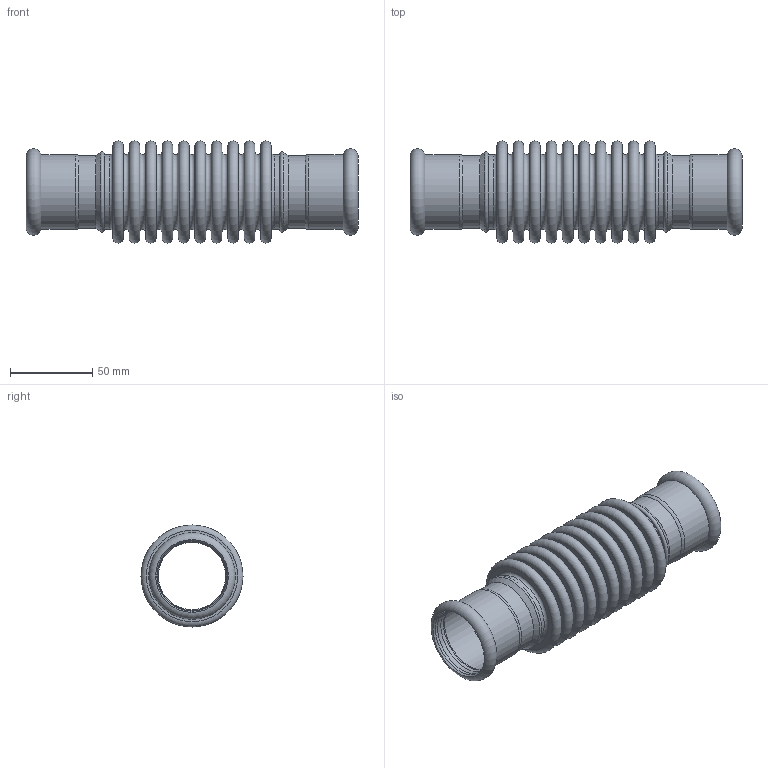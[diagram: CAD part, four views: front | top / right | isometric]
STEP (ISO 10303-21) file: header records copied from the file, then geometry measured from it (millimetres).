
FILE_DESCRIPTION(/* description */ ('Compensatore di Dilatazione DN42'),/* implementation_level */ '2;1');
FILE_NAME(/* name */ '199042000_Inoxpres.stp',/* time_stamp */ '2022-10-13T08:34:14+02:00',/* author */ ('Vault'),/* organization */ ('Raccorderie metalliche s.p.a. '),/* preprocessor_version */ 'ST-DEVELOPER v18.1',/* originating_system */ 'Autodesk Inventor 2020',/* authorisation */ 'Raccorderie metalliche s.p.a. ');
FILE_SCHEMA (('AUTOMOTIVE_DESIGN { 1 0 10303 214 3 1 1 }'));
Length unit declared in the file: millimetre
Products named in the file (1): 199042000_Inoxpres
Bounding box: 202 x 62.1 x 62.1 mm (x, y, z)
Volume: 84428.5 mm3; surface area: 104487 mm2
Topology: 1 solids, 1 shells, 122 faces, 334 edges, 256 vertices
Faces by surface type: torus 56, plane 44, cylinder 16, cone 6
Full cylindrical faces by diameter (mm): 41 x2, 42.4 x4, 42.7 x4, 44 x2, 45.4 x4
Entity records: 4275 total; most frequent: DIRECTION 892, CARTESIAN_POINT 713, ORIENTED_EDGE 668, AXIS2_PLACEMENT_3D 435, EDGE_CURVE 334, CIRCLE 312, VERTEX_POINT 256, EDGE_LOOP 166
